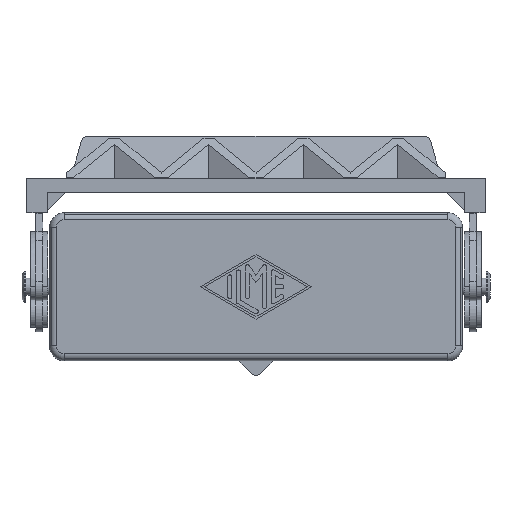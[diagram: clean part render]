
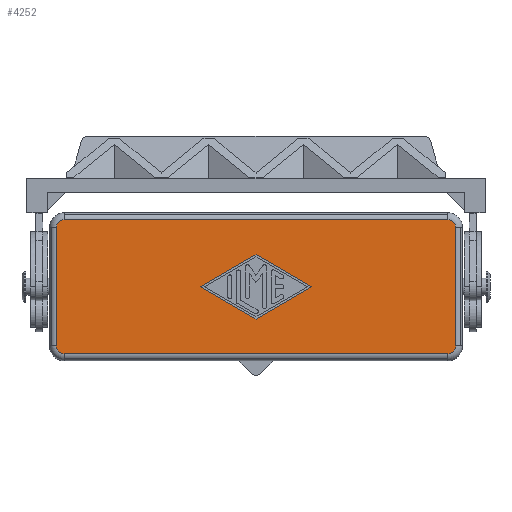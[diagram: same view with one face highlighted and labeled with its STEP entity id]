
A CAD part, top view. The second image highlights one B-rep face of the part: STEP entity #4252.
In plain terms, the highlighted planar face has unit normal (0, 0, 1).
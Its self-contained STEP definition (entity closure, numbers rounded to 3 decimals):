
#101=CARTESIAN_POINT('',(58.0,17.2,12.));
#102=VERTEX_POINT('',#101);
#110=CARTESIAN_POINT('',(58.0,-17.2,12.));
#111=VERTEX_POINT('',#110);
#112=CARTESIAN_POINT('',(58.0,17.2,12.));
#113=DIRECTION('',(0.0,-1.0,0.0));
#114=VECTOR('',#113,34.4);
#115=LINE('',#112,#114);
#116=EDGE_CURVE('',#102,#111,#115,.T.);
#185=CARTESIAN_POINT('',(55.7,-19.5,12.));
#186=VERTEX_POINT('',#185);
#194=CARTESIAN_POINT('',(-55.7,-19.5,12.));
#195=VERTEX_POINT('',#194);
#196=CARTESIAN_POINT('',(55.7,-19.5,12.));
#197=DIRECTION('',(-1.0,0.0,0.0));
#198=VECTOR('',#197,111.4);
#199=LINE('',#196,#198);
#200=EDGE_CURVE('',#186,#195,#199,.T.);
#269=CARTESIAN_POINT('',(-58.0,-17.2,12.));
#270=VERTEX_POINT('',#269);
#278=CARTESIAN_POINT('',(-58.0,17.2,12.));
#279=VERTEX_POINT('',#278);
#280=CARTESIAN_POINT('',(-58.0,-17.2,12.));
#281=DIRECTION('',(0.0,1.0,0.0));
#282=VECTOR('',#281,34.4);
#283=LINE('',#280,#282);
#284=EDGE_CURVE('',#270,#279,#283,.T.);
#311=CARTESIAN_POINT('',(-55.7,19.5,12.));
#312=VERTEX_POINT('',#311);
#320=CARTESIAN_POINT('',(55.7,19.5,12.));
#321=VERTEX_POINT('',#320);
#322=CARTESIAN_POINT('',(-55.7,19.5,12.));
#323=DIRECTION('',(1.0,0.0,0.0));
#324=VECTOR('',#323,111.4);
#325=LINE('',#322,#324);
#326=EDGE_CURVE('',#312,#321,#325,.T.);
#3442=CARTESIAN_POINT('',(-16.25,0.,12.));
#3443=VERTEX_POINT('',#3442);
#3450=CARTESIAN_POINT('',(0.,-9.375,12.));
#3451=VERTEX_POINT('',#3450);
#3452=CARTESIAN_POINT('',(0.,-9.375,12.));
#3453=DIRECTION('',(-0.866,0.5,0.0));
#3454=VECTOR('',#3453,18.76);
#3455=LINE('',#3452,#3454);
#3456=EDGE_CURVE('',#3451,#3443,#3455,.T.);
#3481=CARTESIAN_POINT('',(16.25,0.,12.));
#3482=VERTEX_POINT('',#3481);
#3483=CARTESIAN_POINT('',(16.25,0.,12.));
#3484=DIRECTION('',(-0.866,-0.5,0.0));
#3485=VECTOR('',#3484,18.76);
#3486=LINE('',#3483,#3485);
#3487=EDGE_CURVE('',#3482,#3451,#3486,.T.);
#3512=CARTESIAN_POINT('',(0.,9.375,12.));
#3513=VERTEX_POINT('',#3512);
#3514=CARTESIAN_POINT('',(0.,9.375,12.));
#3515=DIRECTION('',(0.866,-0.5,0.0));
#3516=VECTOR('',#3515,18.76);
#3517=LINE('',#3514,#3516);
#3518=EDGE_CURVE('',#3513,#3482,#3517,.T.);
#3541=CARTESIAN_POINT('',(-16.25,0.,12.));
#3542=DIRECTION('',(0.866,0.5,0.0));
#3543=VECTOR('',#3542,18.76);
#3544=LINE('',#3541,#3543);
#3545=EDGE_CURVE('',#3443,#3513,#3544,.T.);
#4207=CARTESIAN_POINT('',(0.0,0.0,12.));
#4208=DIRECTION('',(0.0,0.0,1.0));
#4209=DIRECTION('',(1.0,0.0,0.0));
#4210=AXIS2_PLACEMENT_3D('',#4207,#4208,#4209);
#4211=PLANE('',#4210);
#4212=CARTESIAN_POINT('',(-55.7,17.2,12.));
#4213=DIRECTION('',(0.0,0.0,-1.));
#4214=DIRECTION('',(-0.707,0.707,0.0));
#4215=AXIS2_PLACEMENT_3D('',#4212,#4213,#4214);
#4216=CIRCLE('',#4215,2.3);
#4217=EDGE_CURVE('',#279,#312,#4216,.T.);
#4218=ORIENTED_EDGE('',*,*,#4217,.F.);
#4219=ORIENTED_EDGE('',*,*,#284,.F.);
#4220=CARTESIAN_POINT('',(-55.7,-17.2,12.));
#4221=DIRECTION('',(0.0,0.0,-1.0));
#4222=DIRECTION('',(-0.707,-0.707,0.0));
#4223=AXIS2_PLACEMENT_3D('',#4220,#4221,#4222);
#4224=CIRCLE('',#4223,2.3);
#4225=EDGE_CURVE('',#195,#270,#4224,.T.);
#4226=ORIENTED_EDGE('',*,*,#4225,.F.);
#4227=ORIENTED_EDGE('',*,*,#200,.F.);
#4228=CARTESIAN_POINT('',(55.7,-17.2,12.));
#4229=DIRECTION('',(0.0,0.0,-1.));
#4230=DIRECTION('',(0.707,-0.707,0.0));
#4231=AXIS2_PLACEMENT_3D('',#4228,#4229,#4230);
#4232=CIRCLE('',#4231,2.3);
#4233=EDGE_CURVE('',#111,#186,#4232,.T.);
#4234=ORIENTED_EDGE('',*,*,#4233,.F.);
#4235=ORIENTED_EDGE('',*,*,#116,.F.);
#4236=CARTESIAN_POINT('',(55.7,17.2,12.));
#4237=DIRECTION('',(0.0,0.0,-1.0));
#4238=DIRECTION('',(0.707,0.707,0.0));
#4239=AXIS2_PLACEMENT_3D('',#4236,#4237,#4238);
#4240=CIRCLE('',#4239,2.3);
#4241=EDGE_CURVE('',#321,#102,#4240,.T.);
#4242=ORIENTED_EDGE('',*,*,#4241,.F.);
#4243=ORIENTED_EDGE('',*,*,#326,.F.);
#4244=EDGE_LOOP('',(#4218,#4219,#4226,#4227,#4234,#4235,#4242,#4243));
#4245=FACE_OUTER_BOUND('',#4244,.T.);
#4246=ORIENTED_EDGE('',*,*,#3456,.T.);
#4247=ORIENTED_EDGE('',*,*,#3545,.T.);
#4248=ORIENTED_EDGE('',*,*,#3518,.T.);
#4249=ORIENTED_EDGE('',*,*,#3487,.T.);
#4250=EDGE_LOOP('',(#4246,#4247,#4248,#4249));
#4251=FACE_BOUND('',#4250,.T.);
#4252=ADVANCED_FACE('',(#4245,#4251),#4211,.T.);
